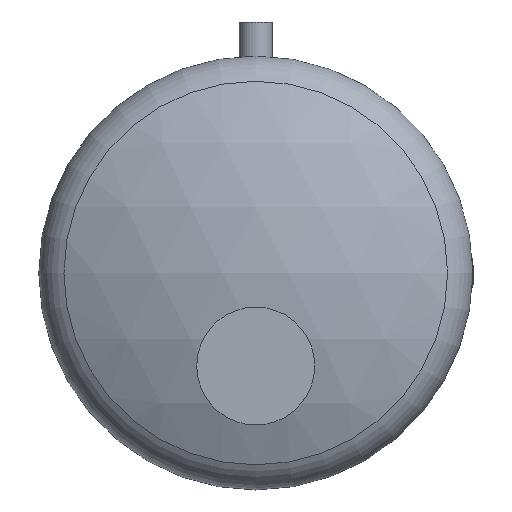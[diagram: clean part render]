
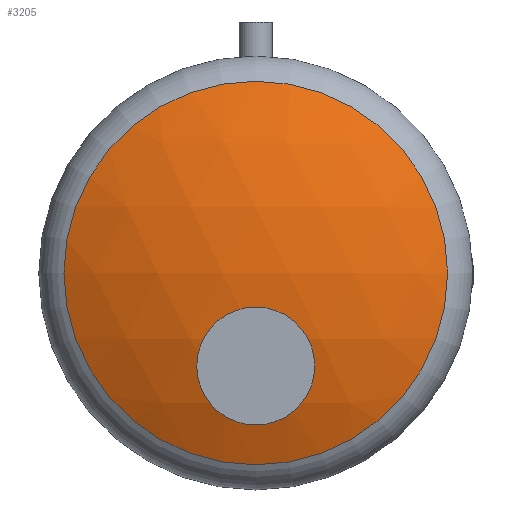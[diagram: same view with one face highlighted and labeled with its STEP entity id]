
A CAD part, left-side view. The second image highlights one B-rep face of the part: STEP entity #3205.
In plain terms, the highlighted spherical face has radius 281 mm.
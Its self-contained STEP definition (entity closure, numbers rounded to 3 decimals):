
#634=SPHERICAL_SURFACE($,#3434,281.);
#760=FACE_OUTER_BOUND($,#959,.T.);
#959=EDGE_LOOP($,(#2146));
#1171=CIRCLE($,#3435,123.774);
#1340=VERTEX_POINT($,#4845);
#1665=EDGE_CURVE($,#1340,#1340,#1171,.T.);
#2146=ORIENTED_EDGE($,*,*,#1665,.F.);
#3205=ADVANCED_FACE($,(#760),#634,.T.);
#3434=AXIS2_PLACEMENT_3D($,#4844,#3810,#3811);
#3435=AXIS2_PLACEMENT_3D($,#4846,#3812,#3813);
#3810=DIRECTION('center_axis',(0.,0.,1.));
#3811=DIRECTION('ref_axis',(1.,0.,0.));
#3812=DIRECTION('center_axis',(1.,0.,0.));
#3813=DIRECTION('ref_axis',(0.,0.,-1.));
#4844=CARTESIAN_POINT('Origin',(321.5,0.,60.));
#4845=CARTESIAN_POINT('',(69.228,0.,-63.774));
#4846=CARTESIAN_POINT('Origin',(69.228,0.,
60.));
